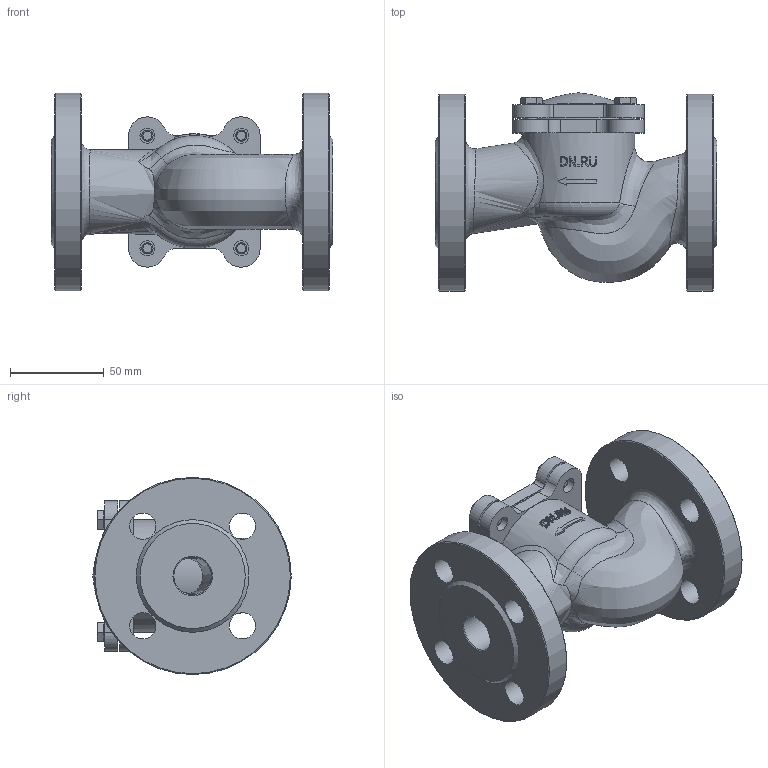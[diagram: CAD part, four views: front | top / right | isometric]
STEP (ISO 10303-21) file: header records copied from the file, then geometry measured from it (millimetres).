
FILE_DESCRIPTION(/* description */ (''),/* implementation_level */ '2;1');
FILE_NAME(/* name */ 'DN20_3D_STEP.stp',/* time_stamp */ '2024-03-27T17:02:13+03:00',/* author */ ('igorr'),/* organization */ (''),/* preprocessor_version */ 'ST-DEVELOPER v19.2',/* originating_system */ 'Autodesk Inventor 2023',/* authorisation */ '');
FILE_SCHEMA (('AUTOMOTIVE_DESIGN { 1 0 10303 214 3 1 1 }'));
Length unit declared in the file: millimetre
Products named in the file (3): Сборка; Деталь1; AS 1110 - M6 x 12
Assembly tree (5 placements, depth 2):
  Сборка
    Деталь1
    AS 1110 - M6 x 12  x4
Bounding box: 150 x 105.67 x 105 mm (x, y, z)
Volume: 532215.7 mm3; surface area: 93107.6 mm2
Topology: 5 solids, 5 shells, 269 faces, 657 edges, 418 vertices
Faces by surface type: plane 130, cylinder 57, bspline 43, cone 36, torus 3
Full cylindrical faces by diameter (mm): 6 x4, 8 x8, 10 x4, 14 x8, 20 x2, 60 x2, 105 x2
Entity records: 11224 total; most frequent: CARTESIAN_POINT 6240, ORIENTED_EDGE 1006, DIRECTION 919, EDGE_CURVE 503, AXIS2_PLACEMENT_3D 357, VERTEX_POINT 328, EDGE_LOOP 247, LINE 205
